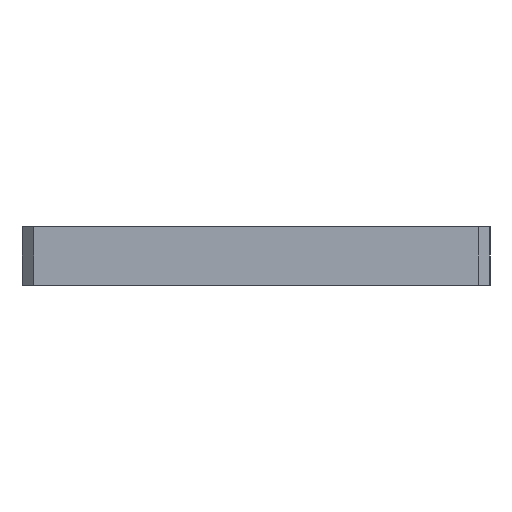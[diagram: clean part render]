
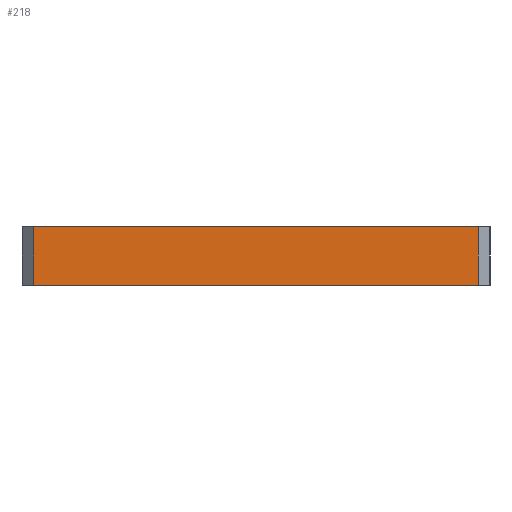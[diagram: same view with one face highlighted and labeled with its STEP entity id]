
A CAD part, left-side view. The second image highlights one B-rep face of the part: STEP entity #218.
In plain terms, the highlighted planar face has unit normal (-1, 0, 0).
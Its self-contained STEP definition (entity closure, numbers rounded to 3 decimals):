
#83 = CARTESIAN_POINT ( 'NONE',  ( -74., 57., 15. ) ) ;
#133 = DIRECTION ( 'NONE',  ( 0., 0., -1. ) ) ;
#135 = PLANE ( 'NONE',  #912 ) ;
#190 = ORIENTED_EDGE ( 'NONE', *, *, #592, .T. ) ;
#216 = VERTEX_POINT ( 'NONE', #1123 ) ;
#218 = ADVANCED_FACE ( 'NONE', ( #1307 ), #135, .F. ) ;
#226 = EDGE_CURVE ( 'NONE', #216, #770, #1083, .T. ) ;
#239 = LINE ( 'NONE', #1326, #1195 ) ;
#446 = DIRECTION ( 'NONE',  ( 0., -1., 0. ) ) ;
#543 = ORIENTED_EDGE ( 'NONE', *, *, #641, .T. ) ;
#575 = CARTESIAN_POINT ( 'NONE',  ( -74., 60., 15. ) ) ;
#592 = EDGE_CURVE ( 'NONE', #1387, #216, #239, .T. ) ;
#641 = EDGE_CURVE ( 'NONE', #1235, #1387, #1422, .T. ) ;
#668 = VECTOR ( 'NONE', #133, 1000. ) ;
#682 = CARTESIAN_POINT ( 'NONE',  ( -74., 57., 15. ) ) ;
#711 = EDGE_CURVE ( 'NONE', #1235, #770, #926, .T. ) ;
#719 = ORIENTED_EDGE ( 'NONE', *, *, #711, .F. ) ;
#720 = CARTESIAN_POINT ( 'NONE',  ( -74., 60., 15. ) ) ;
#758 = VECTOR ( 'NONE', #1245, 1000. ) ;
#770 = VERTEX_POINT ( 'NONE', #1151 ) ;
#912 = AXIS2_PLACEMENT_3D ( 'NONE', #575, #1016, #997 ) ;
#926 = LINE ( 'NONE', #720, #758 ) ;
#997 = DIRECTION ( 'NONE',  ( 0., 1., 0. ) ) ;
#1016 = DIRECTION ( 'NONE',  ( 1., 0., 0. ) ) ;
#1083 = LINE ( 'NONE', #1200, #1099 ) ;
#1099 = VECTOR ( 'NONE', #1300, 1000. ) ;
#1123 = CARTESIAN_POINT ( 'NONE',  ( -74., -57., 0. ) ) ;
#1151 = CARTESIAN_POINT ( 'NONE',  ( -74., -57., 15. ) ) ;
#1162 = EDGE_LOOP ( 'NONE', ( #190, #1290, #719, #543 ) ) ;
#1195 = VECTOR ( 'NONE', #446, 1000. ) ;
#1200 = CARTESIAN_POINT ( 'NONE',  ( -74., -57., 15. ) ) ;
#1235 = VERTEX_POINT ( 'NONE', #83 ) ;
#1245 = DIRECTION ( 'NONE',  ( 0., -1., 0. ) ) ;
#1279 = CARTESIAN_POINT ( 'NONE',  ( -74., 57., 0. ) ) ;
#1290 = ORIENTED_EDGE ( 'NONE', *, *, #226, .T. ) ;
#1300 = DIRECTION ( 'NONE',  ( 0., 0., 1. ) ) ;
#1307 = FACE_OUTER_BOUND ( 'NONE', #1162, .T. ) ;
#1326 = CARTESIAN_POINT ( 'NONE',  ( -74., 60., 0. ) ) ;
#1387 = VERTEX_POINT ( 'NONE', #1279 ) ;
#1422 = LINE ( 'NONE', #682, #668 ) ;
